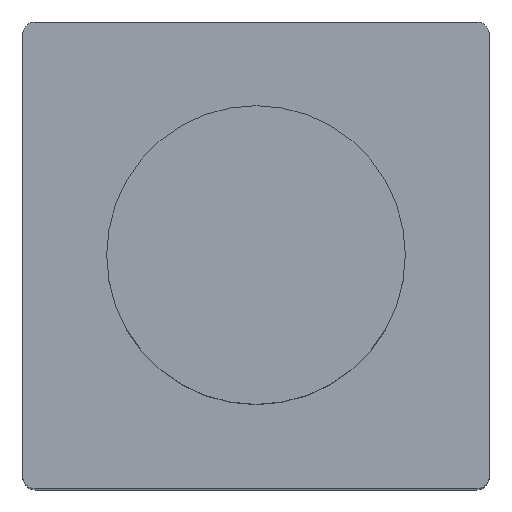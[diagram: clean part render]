
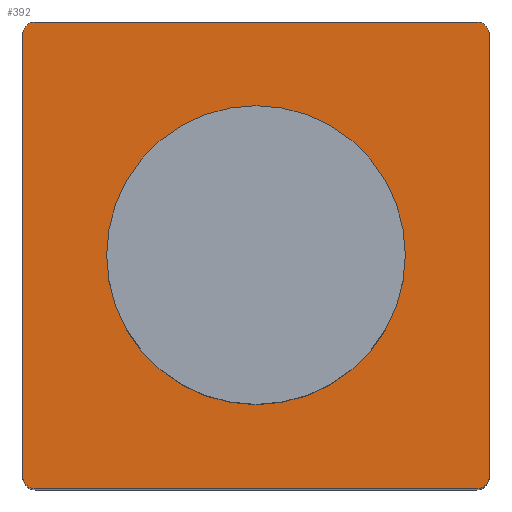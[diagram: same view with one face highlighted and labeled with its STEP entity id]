
A CAD part, top view. The second image highlights one B-rep face of the part: STEP entity #392.
In plain terms, the highlighted face is planar.
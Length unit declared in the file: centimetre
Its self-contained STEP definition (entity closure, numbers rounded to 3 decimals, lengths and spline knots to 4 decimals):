
#211=VECTOR('',#434,1.);
#215=VECTOR('',#445,1.);
#219=VECTOR('',#456,1.);
#223=VECTOR('',#467,1.);
#227=LINE('',#491,#211);
#231=LINE('',#503,#215);
#235=LINE('',#515,#219);
#239=LINE('',#527,#223);
#246=PLANE('',#414);
#249=VERTEX_POINT('',#479);
#250=VERTEX_POINT('',#483);
#251=VERTEX_POINT('',#484);
#254=VERTEX_POINT('',#492);
#256=VERTEX_POINT('',#498);
#258=VERTEX_POINT('',#504);
#260=VERTEX_POINT('',#510);
#262=VERTEX_POINT('',#516);
#264=VERTEX_POINT('',#522);
#267=CIRCLE('',#396,2.4);
#268=CIRCLE('',#399,0.2);
#270=CIRCLE('',#403,0.2);
#272=CIRCLE('',#407,0.2);
#274=CIRCLE('',#411,0.2);
#277=EDGE_CURVE('',#249,#249,#267,.T.);
#278=EDGE_CURVE('',#250,#251,#268,.T.);
#282=EDGE_CURVE('',#251,#254,#227,.T.);
#285=EDGE_CURVE('',#254,#256,#270,.T.);
#288=EDGE_CURVE('',#256,#258,#231,.T.);
#291=EDGE_CURVE('',#258,#260,#272,.T.);
#294=EDGE_CURVE('',#260,#262,#235,.T.);
#297=EDGE_CURVE('',#262,#264,#274,.T.);
#300=EDGE_CURVE('',#264,#250,#239,.T.);
#337=ORIENTED_EDGE('',*,*,#277,.T.);
#338=ORIENTED_EDGE('',*,*,#278,.F.);
#339=ORIENTED_EDGE('',*,*,#300,.F.);
#340=ORIENTED_EDGE('',*,*,#297,.F.);
#341=ORIENTED_EDGE('',*,*,#294,.F.);
#342=ORIENTED_EDGE('',*,*,#291,.F.);
#343=ORIENTED_EDGE('',*,*,#288,.F.);
#344=ORIENTED_EDGE('',*,*,#285,.F.);
#345=ORIENTED_EDGE('',*,*,#282,.F.);
#365=EDGE_LOOP('',(#337));
#366=EDGE_LOOP('',(#338,#339,#340,#341,#342,#343,#344,#345));
#379=FACE_BOUND('',#365,.T.);
#380=FACE_BOUND('',#366,.T.);
#392=ADVANCED_FACE('',(#379,#380),#246,.T.);
#396=AXIS2_PLACEMENT_3D('',#478,#422,#423);
#399=AXIS2_PLACEMENT_3D('',#482,#427,#428);
#403=AXIS2_PLACEMENT_3D('',#497,#439,#440);
#407=AXIS2_PLACEMENT_3D('',#509,#450,#451);
#411=AXIS2_PLACEMENT_3D('',#521,#461,#462);
#414=AXIS2_PLACEMENT_3D('',#529,#469,$);
#422=DIRECTION('',(0.,-1.,0.));
#423=DIRECTION('',(2.4,0.,0.));
#427=DIRECTION('',(0.,-1.,0.));
#428=DIRECTION('',(0.2,0.,0.));
#434=DIRECTION('',(1.,0.,0.));
#439=DIRECTION('',(0.,-1.,0.));
#440=DIRECTION('',(0.2,0.,0.));
#445=DIRECTION('',(0.,0.,1.));
#450=DIRECTION('',(0.,-1.,0.));
#451=DIRECTION('',(0.2,0.,0.));
#456=DIRECTION('',(-1.,0.,0.));
#461=DIRECTION('',(0.,-1.,0.));
#462=DIRECTION('',(0.2,0.,0.));
#467=DIRECTION('',(0.,0.,-1.));
#469=DIRECTION('',(0.,1.,0.));
#478=CARTESIAN_POINT('',(0.,6.,0.));
#479=CARTESIAN_POINT('',(2.4,6.,0.));
#482=CARTESIAN_POINT('',(-3.55,6.,-3.55));
#483=CARTESIAN_POINT('',(-3.75,6.,-3.55));
#484=CARTESIAN_POINT('',(-3.55,6.,-3.75));
#491=CARTESIAN_POINT('',(3.55,6.,-3.75));
#492=CARTESIAN_POINT('',(3.55,6.,-3.75));
#497=CARTESIAN_POINT('',(3.55,6.,-3.55));
#498=CARTESIAN_POINT('',(3.75,6.,-3.55));
#503=CARTESIAN_POINT('',(3.75,6.,3.55));
#504=CARTESIAN_POINT('',(3.75,6.,3.55));
#509=CARTESIAN_POINT('',(3.55,6.,3.55));
#510=CARTESIAN_POINT('',(3.55,6.,3.75));
#515=CARTESIAN_POINT('',(-3.55,6.,3.75));
#516=CARTESIAN_POINT('',(-3.55,6.,3.75));
#521=CARTESIAN_POINT('',(-3.55,6.,3.55));
#522=CARTESIAN_POINT('',(-3.75,6.,3.55));
#527=CARTESIAN_POINT('',(-3.75,6.,-3.55));
#529=CARTESIAN_POINT('',(0.,6.,0.));
